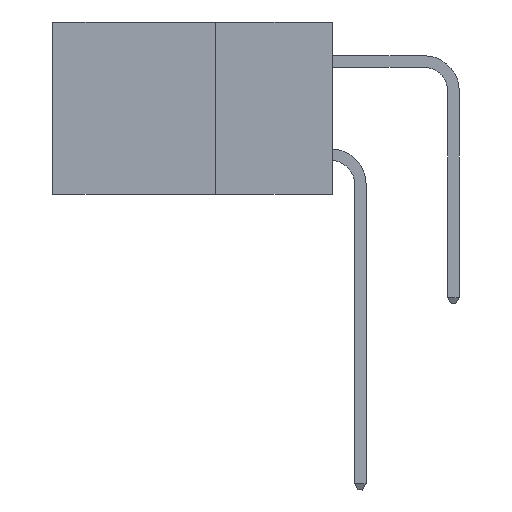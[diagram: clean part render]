
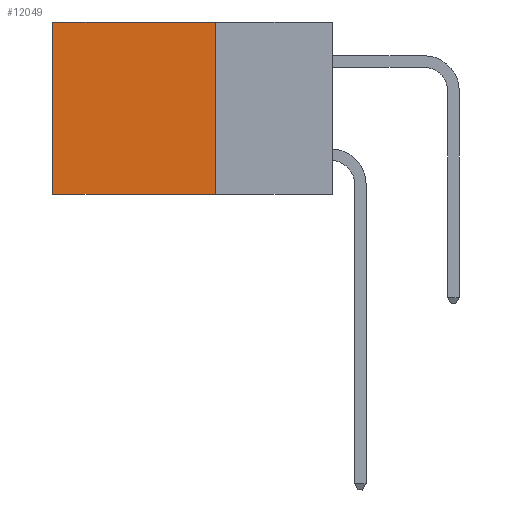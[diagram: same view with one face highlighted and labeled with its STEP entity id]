
A CAD part, left-side view. The second image highlights one B-rep face of the part: STEP entity #12049.
In plain terms, the highlighted planar face has unit normal (-1, 0, 0).
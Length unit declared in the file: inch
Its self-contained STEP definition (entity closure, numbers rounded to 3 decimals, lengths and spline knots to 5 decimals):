
#133 = VECTOR ( 'NONE', #13062, 39.37008 ) ;
#189 = EDGE_LOOP ( 'NONE', ( #8990, #9318, #8152, #12776 ) ) ;
#522 = VERTEX_POINT ( 'NONE', #13464 ) ;
#773 = PLANE ( 'NONE',  #3846 ) ;
#868 = CARTESIAN_POINT ( 'NONE',  ( 0.298, 0.25, -0.37 ) ) ;
#1066 = DIRECTION ( 'NONE',  ( 0., 0., -1. ) ) ;
#1283 = DIRECTION ( 'NONE',  ( 0., 0., -1. ) ) ;
#1648 = EDGE_CURVE ( 'NONE', #10382, #522, #13311, .T. ) ;
#1809 = CARTESIAN_POINT ( 'NONE',  ( 0.298, 0.25, 0. ) ) ;
#2431 = CARTESIAN_POINT ( 'NONE',  ( 0.298, 0.25, 0. ) ) ;
#2593 = VERTEX_POINT ( 'NONE', #3132 ) ;
#3132 = CARTESIAN_POINT ( 'NONE',  ( 0.298, 0.6, -0.37 ) ) ;
#3800 = LINE ( 'NONE', #9759, #9284 ) ;
#3846 = AXIS2_PLACEMENT_3D ( 'NONE', #4236, #14053, #7546 ) ;
#3913 = LINE ( 'NONE', #8827, #12328 ) ;
#4236 = CARTESIAN_POINT ( 'NONE',  ( 0.298, 0.25, 0. ) ) ;
#7232 = CARTESIAN_POINT ( 'NONE',  ( 0.298, 0.6, 0. ) ) ;
#7546 = DIRECTION ( 'NONE',  ( 0., 0., -1. ) ) ;
#7917 = EDGE_CURVE ( 'NONE', #10382, #8311, #3800, .T. ) ;
#8152 = ORIENTED_EDGE ( 'NONE', *, *, #1648, .F. ) ;
#8311 = VERTEX_POINT ( 'NONE', #7232 ) ;
#8827 = CARTESIAN_POINT ( 'NONE',  ( 0.298, 0.6, 0. ) ) ;
#8990 = ORIENTED_EDGE ( 'NONE', *, *, #10601, .T. ) ;
#9284 = VECTOR ( 'NONE', #11951, 39.37008 ) ;
#9318 = ORIENTED_EDGE ( 'NONE', *, *, #9874, .F. ) ;
#9759 = CARTESIAN_POINT ( 'NONE',  ( 0.298, 0.25, 0. ) ) ;
#9874 = EDGE_CURVE ( 'NONE', #522, #2593, #11977, .T. ) ;
#10382 = VERTEX_POINT ( 'NONE', #1809 ) ;
#10393 = VECTOR ( 'NONE', #1283, 39.37008 ) ;
#10541 = FACE_OUTER_BOUND ( 'NONE', #189, .T. ) ;
#10601 = EDGE_CURVE ( 'NONE', #8311, #2593, #3913, .T. ) ;
#11951 = DIRECTION ( 'NONE',  ( 0., 1., 0. ) ) ;
#11977 = LINE ( 'NONE', #868, #133 ) ;
#12049 = ADVANCED_FACE ( 'NONE', ( #10541 ), #773, .F. ) ;
#12328 = VECTOR ( 'NONE', #1066, 39.37008 ) ;
#12776 = ORIENTED_EDGE ( 'NONE', *, *, #7917, .T. ) ;
#13062 = DIRECTION ( 'NONE',  ( 0., 1., 0. ) ) ;
#13311 = LINE ( 'NONE', #2431, #10393 ) ;
#13464 = CARTESIAN_POINT ( 'NONE',  ( 0.298, 0.25, -0.37 ) ) ;
#14053 = DIRECTION ( 'NONE',  ( 1., 0., 0. ) ) ;
